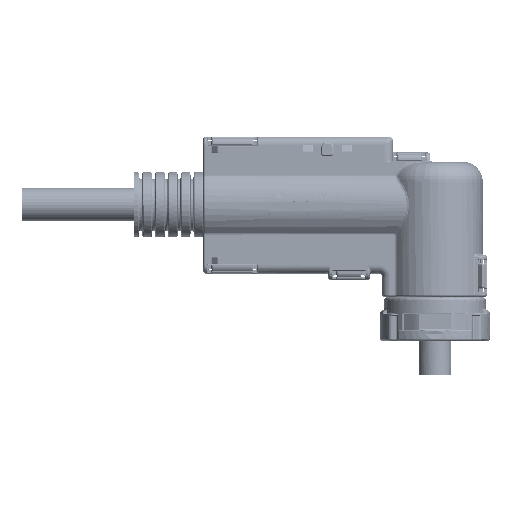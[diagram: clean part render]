
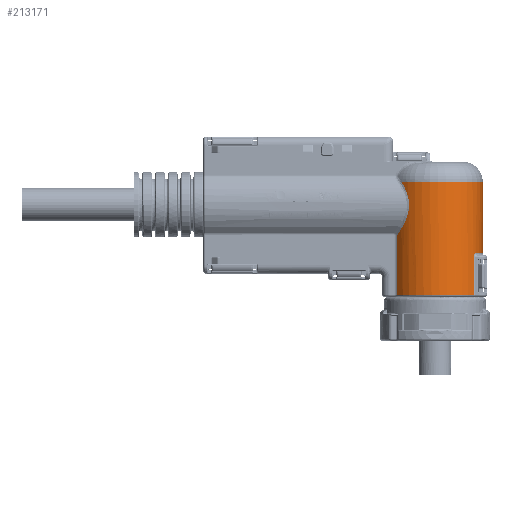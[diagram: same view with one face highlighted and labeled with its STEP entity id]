
A CAD part, top view. The second image highlights one B-rep face of the part: STEP entity #213171.
In plain terms, the highlighted cylindrical face has radius 11.5 mm (diameter 23 mm), a partial arc.
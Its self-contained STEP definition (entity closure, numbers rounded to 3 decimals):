
#213109=AXIS2_PLACEMENT_3D('Cylinder Axis2P3D',#213106,#213107,#213108) ;
#213132=AXIS2_PLACEMENT_3D('Circle Axis2P3D',#213130,#213131,$) ;
#213146=AXIS2_PLACEMENT_3D('Circle Axis2P3D',#213144,#213145,$) ;
#213158=AXIS2_PLACEMENT_3D('Circle Axis2P3D',#213156,#213157,$) ;
#202396=CARTESIAN_POINT('Vertex',(-9.13,25.455,6.992)) ;
#202400=CARTESIAN_POINT('Control Point',(-9.13,25.455,6.992)) ;
#202401=CARTESIAN_POINT('Control Point',(-8.755,26.014,7.482)) ;
#202402=CARTESIAN_POINT('Control Point',(-8.368,26.615,7.919)) ;
#202403=CARTESIAN_POINT('Control Point',(-7.982,27.254,8.303)) ;
#202404=CARTESIAN_POINT('Control Point',(-7.342,28.409,8.871)) ;
#202405=CARTESIAN_POINT('Control Point',(-6.805,29.69,9.276)) ;
#202406=CARTESIAN_POINT('Control Point',(-6.608,30.242,9.415)) ;
#202407=CARTESIAN_POINT('Control Point',(-6.265,31.517,9.647)) ;
#202408=CARTESIAN_POINT('Control Point',(-6.183,32.87,9.695)) ;
#202409=CARTESIAN_POINT('Control Point',(-6.244,33.617,9.658)) ;
#202410=CARTESIAN_POINT('Control Point',(-6.546,35.095,9.464)) ;
#202411=CARTESIAN_POINT('Control Point',(-7.093,36.441,9.063)) ;
#202412=CARTESIAN_POINT('Control Point',(-7.412,37.092,8.809)) ;
#202413=CARTESIAN_POINT('Control Point',(-7.748,37.713,8.512)) ;
#202414=CARTESIAN_POINT('Control Point',(-8.092,38.3,8.171)) ;
#202415=CARTESIAN_POINT('Vertex',(-8.092,38.3,8.171)) ;
#213106=CARTESIAN_POINT('Axis2P3D Location',(0.,26.9,0.)) ;
#213111=CARTESIAN_POINT('Line Origine',(9.271,26.9,6.804)) ;
#213115=CARTESIAN_POINT('Vertex',(9.271,11.1,6.804)) ;
#213117=CARTESIAN_POINT('Vertex',(9.271,20.1,6.804)) ;
#213121=CARTESIAN_POINT('Control Point',(9.903,21.1,5.846)) ;
#213122=CARTESIAN_POINT('Control Point',(9.735,21.1,6.132)) ;
#213123=CARTESIAN_POINT('Control Point',(9.56,20.985,6.405)) ;
#213124=CARTESIAN_POINT('Control Point',(9.384,20.792,6.652)) ;
#213125=CARTESIAN_POINT('Control Point',(9.271,20.446,6.804)) ;
#213126=CARTESIAN_POINT('Control Point',(9.271,20.1,6.804)) ;
#213127=CARTESIAN_POINT('Vertex',(9.903,21.1,5.846)) ;
#213130=CARTESIAN_POINT('Axis2P3D Location',(0.,21.1,0.)) ;
#213134=CARTESIAN_POINT('Vertex',(11.5,21.1,0.)) ;
#213137=CARTESIAN_POINT('Line Origine',(11.5,26.9,0.)) ;
#213141=CARTESIAN_POINT('Vertex',(11.5,38.3,0.)) ;
#213144=CARTESIAN_POINT('Axis2P3D Location',(0.,38.3,0.)) ;
#213149=CARTESIAN_POINT('Line Origine',(-9.13,26.9,6.992)) ;
#213153=CARTESIAN_POINT('Vertex',(-9.13,11.1,6.992)) ;
#213156=CARTESIAN_POINT('Axis2P3D Location',(0.,11.1,0.)) ;
#213107=DIRECTION('Axis2P3D Direction',(0.,-1.,0.)) ;
#213108=DIRECTION('Axis2P3D XDirection',(1.,0.,0.)) ;
#213112=DIRECTION('Vector Direction',(0.,-1.,0.)) ;
#213131=DIRECTION('Axis2P3D Direction',(0.,-1.,0.)) ;
#213138=DIRECTION('Vector Direction',(0.,-1.,0.)) ;
#213145=DIRECTION('Axis2P3D Direction',(0.,-1.,0.)) ;
#213150=DIRECTION('Vector Direction',(0.,-1.,0.)) ;
#213157=DIRECTION('Axis2P3D Direction',(0.,-1.,0.)) ;
#213113=VECTOR('Line Direction',#213112,1.) ;
#213139=VECTOR('Line Direction',#213138,1.) ;
#213151=VECTOR('Line Direction',#213150,1.) ;
#213162=ORIENTED_EDGE('',*,*,#213119,.T.) ;
#213163=ORIENTED_EDGE('',*,*,#213129,.T.) ;
#213164=ORIENTED_EDGE('',*,*,#213136,.T.) ;
#213165=ORIENTED_EDGE('',*,*,#213143,.T.) ;
#213166=ORIENTED_EDGE('',*,*,#213148,.T.) ;
#213167=ORIENTED_EDGE('',*,*,#202417,.T.) ;
#213168=ORIENTED_EDGE('',*,*,#213155,.T.) ;
#213169=ORIENTED_EDGE('',*,*,#213160,.F.) ;
#213171=ADVANCED_FACE('SV241 cap bottom',(#213170),#213110,.T.) ;
#202399=B_SPLINE_CURVE_WITH_KNOTS('',5,(#202400,#202401,#202402,#202403,#202404,#202405,#202406,#202407,#202408,#202409,#202410,#202411,#202412,#202413,#202414),.UNSPECIFIED.,.F.,.U.,(6,3,3,3,6),(10.064,14.17,17.062,20.57,24.302),.UNSPECIFIED.) ;
#213120=B_SPLINE_CURVE_WITH_KNOTS('',5,(#213121,#213122,#213123,#213124,#213125,#213126),.UNSPECIFIED.,.F.,.U.,(6,6),(0.,2.399),.UNSPECIFIED.) ;
#213133=CIRCLE('generated circle',#213132,11.5) ;
#213147=CIRCLE('generated circle',#213146,11.5) ;
#213159=CIRCLE('generated circle',#213158,11.5) ;
#213110=CYLINDRICAL_SURFACE('generated cylinder',#213109,11.5) ;
#202417=EDGE_CURVE('',#202416,#202397,#202399,.F.) ;
#213119=EDGE_CURVE('',#213116,#213118,#213114,.F.) ;
#213129=EDGE_CURVE('',#213118,#213128,#213120,.F.) ;
#213136=EDGE_CURVE('',#213128,#213135,#213133,.F.) ;
#213143=EDGE_CURVE('',#213135,#213142,#213140,.F.) ;
#213148=EDGE_CURVE('',#213142,#202416,#213147,.T.) ;
#213155=EDGE_CURVE('',#202397,#213154,#213152,.T.) ;
#213160=EDGE_CURVE('',#213116,#213154,#213159,.T.) ;
#213161=EDGE_LOOP('',(#213162,#213163,#213164,#213165,#213166,#213167,#213168,#213169)) ;
#213170=FACE_OUTER_BOUND('',#213161,.T.) ;
#213114=LINE('Line',#213111,#213113) ;
#213140=LINE('Line',#213137,#213139) ;
#213152=LINE('Line',#213149,#213151) ;
#202397=VERTEX_POINT('',#202396) ;
#202416=VERTEX_POINT('',#202415) ;
#213116=VERTEX_POINT('',#213115) ;
#213118=VERTEX_POINT('',#213117) ;
#213128=VERTEX_POINT('',#213127) ;
#213135=VERTEX_POINT('',#213134) ;
#213142=VERTEX_POINT('',#213141) ;
#213154=VERTEX_POINT('',#213153) ;
